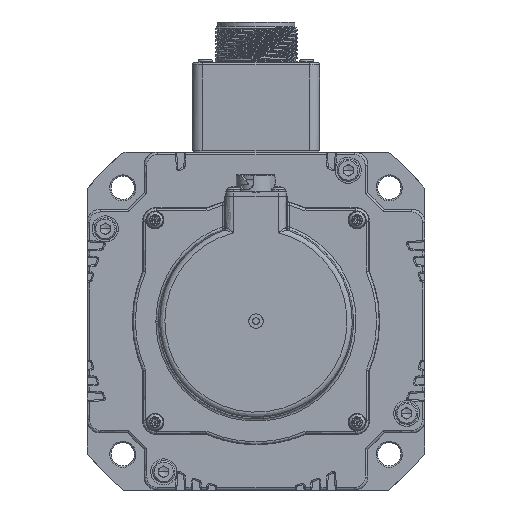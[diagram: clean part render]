
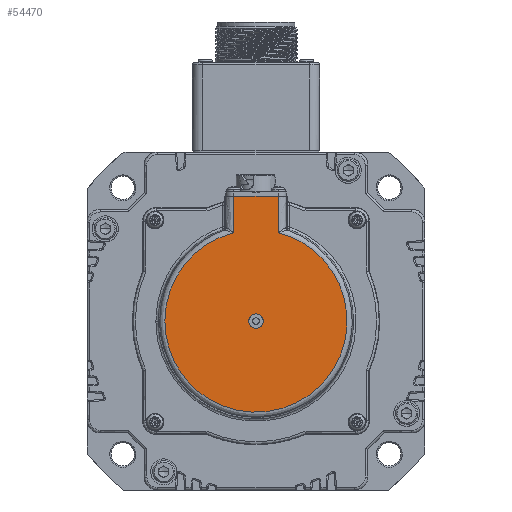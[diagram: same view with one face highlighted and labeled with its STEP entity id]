
A CAD part, front view. The second image highlights one B-rep face of the part: STEP entity #54470.
In plain terms, the highlighted free-form (B-spline) face has degree [1, 1] with [2, 2] control points.
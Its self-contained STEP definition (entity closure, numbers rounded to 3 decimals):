
#52569=CARTESIAN_POINT('',(351.383,-40.5,-17.));
#52570=VERTEX_POINT('',#52569);
#52577=CARTESIAN_POINT('',(368.617,-40.5,-17.));
#52578=VERTEX_POINT('',#52577);
#52579=CARTESIAN_POINT('',(351.383,-40.5,-17.));
#52580=CARTESIAN_POINT('',(368.617,-40.5,-17.));
#52581=B_SPLINE_CURVE_WITH_KNOTS('',1,(#52579,#52580),.POLYLINE_FORM.,.F.,.U.,(2,2),(0.,1.),.UNSPECIFIED.);
#52582=EDGE_CURVE('',#52570,#52578,#52581,.T.);
#54389=CARTESIAN_POINT('',(351.383,-40.5,-31.02));
#54390=VERTEX_POINT('',#54389);
#54412=CARTESIAN_POINT('',(351.383,-40.5,-31.02));
#54413=CARTESIAN_POINT('',(351.383,-40.5,-17.));
#54414=B_SPLINE_CURVE_WITH_KNOTS('',1,(#54412,#54413),.POLYLINE_FORM.,.F.,.U.,(2,2),(0.,1.),.UNSPECIFIED.);
#54415=EDGE_CURVE('',#54390,#52570,#54414,.T.);
#54422=CARTESIAN_POINT('',(305.654,-40.5,-4.182));
#54423=CARTESIAN_POINT('',(414.346,-40.5,-4.182));
#54424=CARTESIAN_POINT('',(305.654,-40.5,-112.874));
#54425=CARTESIAN_POINT('',(414.346,-40.5,-112.874));
#54426=B_SPLINE_SURFACE_WITH_KNOTS('',1,1,((#54422,#54423),(#54424,#54425)),.PLANE_SURF.,.F.,.F.,.U.,(2,2),(2,2),(0.,1.),(0.,1.),.UNSPECIFIED.);
#54427=CARTESIAN_POINT('',(368.617,-40.5,-31.02));
#54428=VERTEX_POINT('',#54427);
#54429=CARTESIAN_POINT('',(351.383,-40.5,-31.02));
#54430=CARTESIAN_POINT('',(302.389,-40.5,-43.445));
#54431=CARTESIAN_POINT('',(331.194,-40.5,-84.978));
#54432=CARTESIAN_POINT('',(360.,-40.5,-126.512));
#54433=CARTESIAN_POINT('',(388.806,-40.5,-84.978));
#54434=CARTESIAN_POINT('',(417.611,-40.5,-43.445));
#54435=CARTESIAN_POINT('',(368.617,-40.5,-31.02));
#54436=(BOUNDED_CURVE()B_SPLINE_CURVE(2,(#54429,#54430,#54431,#54432,#54433,#54434,#54435),.CIRCULAR_ARC.,.F.,.U.)B_SPLINE_CURVE_WITH_KNOTS((3,2,2,3),(0.,0.333,0.667,1.),.UNSPECIFIED.)CURVE()GEOMETRIC_REPRESENTATION_ITEM()RATIONAL_B_SPLINE_CURVE((1.,0.57,1.,0.57,1.,0.57,1.))REPRESENTATION_ITEM(''));
#54437=EDGE_CURVE('',#54390,#54428,#54436,.T.);
#54438=ORIENTED_EDGE('',*,*,#54437,.T.);
#54439=CARTESIAN_POINT('',(368.617,-40.5,-17.));
#54440=CARTESIAN_POINT('',(368.617,-40.5,-31.02));
#54441=B_SPLINE_CURVE_WITH_KNOTS('',1,(#54439,#54440),.POLYLINE_FORM.,.F.,.U.,(2,2),(0.,1.),.UNSPECIFIED.);
#54442=EDGE_CURVE('',#52578,#54428,#54441,.T.);
#54443=ORIENTED_EDGE('',*,*,#54442,.F.);
#54444=ORIENTED_EDGE('',*,*,#52582,.F.);
#54445=ORIENTED_EDGE('',*,*,#54415,.F.);
#54446=EDGE_LOOP('',(#54438,#54443,#54444,#54445));
#54447=FACE_OUTER_BOUND('',#54446,.T.);
#54448=CARTESIAN_POINT('',(360.,-40.5,-67.75));
#54449=VERTEX_POINT('',#54448);
#54450=CARTESIAN_POINT('',(360.,-40.5,-62.25));
#54451=VERTEX_POINT('',#54450);
#54452=CARTESIAN_POINT('',(360.,-40.5,-67.75));
#54453=CARTESIAN_POINT('',(362.75,-40.5,-67.75));
#54454=CARTESIAN_POINT('',(362.75,-40.5,-65.));
#54455=CARTESIAN_POINT('',(362.75,-40.5,-62.25));
#54456=CARTESIAN_POINT('',(360.,-40.5,-62.25));
#54457=(BOUNDED_CURVE()B_SPLINE_CURVE(2,(#54452,#54453,#54454,#54455,#54456),.CIRCULAR_ARC.,.F.,.U.)B_SPLINE_CURVE_WITH_KNOTS((3,2,3),(0.,0.5,1.),.UNSPECIFIED.)CURVE()GEOMETRIC_REPRESENTATION_ITEM()RATIONAL_B_SPLINE_CURVE((1.,0.707,1.,0.707,1.))REPRESENTATION_ITEM(''));
#54458=EDGE_CURVE('',#54449,#54451,#54457,.T.);
#54459=ORIENTED_EDGE('',*,*,#54458,.F.);
#54460=CARTESIAN_POINT('',(360.,-40.5,-62.25));
#54461=CARTESIAN_POINT('',(357.25,-40.5,-62.25));
#54462=CARTESIAN_POINT('',(357.25,-40.5,-65.));
#54463=CARTESIAN_POINT('',(357.25,-40.5,-67.75));
#54464=CARTESIAN_POINT('',(360.,-40.5,-67.75));
#54465=(BOUNDED_CURVE()B_SPLINE_CURVE(2,(#54460,#54461,#54462,#54463,#54464),.CIRCULAR_ARC.,.F.,.U.)B_SPLINE_CURVE_WITH_KNOTS((3,2,3),(0.,0.5,1.),.UNSPECIFIED.)CURVE()GEOMETRIC_REPRESENTATION_ITEM()RATIONAL_B_SPLINE_CURVE((1.,0.707,1.,0.707,1.))REPRESENTATION_ITEM(''));
#54466=EDGE_CURVE('',#54451,#54449,#54465,.T.);
#54467=ORIENTED_EDGE('',*,*,#54466,.F.);
#54468=EDGE_LOOP('',(#54459,#54467));
#54469=FACE_BOUND('',#54468,.T.);
#54470=ADVANCED_FACE('',(#54447,#54469),#54426,.T.);
